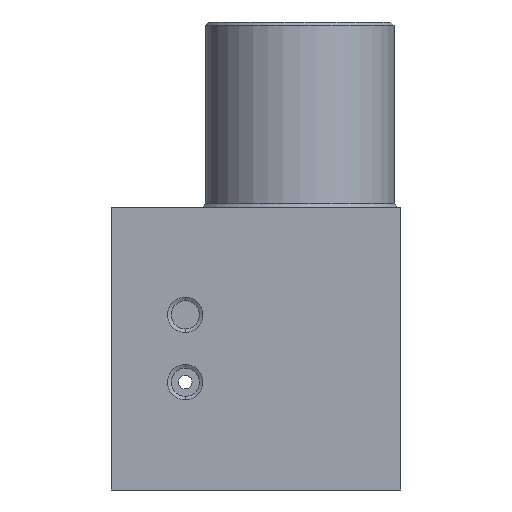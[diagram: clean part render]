
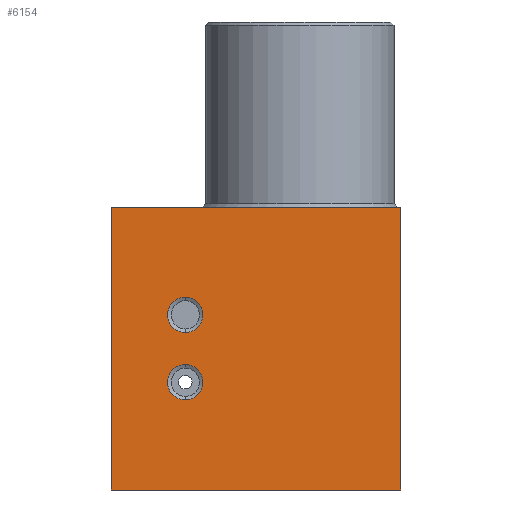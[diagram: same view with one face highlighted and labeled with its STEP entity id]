
A CAD part, left-side view. The second image highlights one B-rep face of the part: STEP entity #6154.
In plain terms, the highlighted planar face has unit normal (-1, 0, 0).
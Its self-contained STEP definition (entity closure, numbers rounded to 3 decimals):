
#317 = CIRCLE ( 'NONE', #5508, 2.625 ) ;
#325 = VECTOR ( 'NONE', #1536, 1000. ) ;
#373 = VECTOR ( 'NONE', #2942, 1000. ) ;
#377 = LINE ( 'NONE', #3468, #373 ) ;
#407 = VECTOR ( 'NONE', #2978, 1000. ) ;
#411 = LINE ( 'NONE', #2983, #407 ) ;
#421 = CIRCLE ( 'NONE', #5388, 2.625 ) ;
#468 = EDGE_LOOP ( 'NONE', ( #4188, #4455 ) ) ;
#541 = EDGE_LOOP ( 'NONE', ( #4051, #4034 ) ) ;
#634 = VECTOR ( 'NONE', #3631, 1000. ) ;
#637 = LINE ( 'NONE', #3633, #634 ) ;
#671 = CIRCLE ( 'NONE', #5516, 2.625 ) ;
#726 = EDGE_LOOP ( 'NONE', ( #4181, #4328, #4529, #4330 ) ) ;
#790 = CIRCLE ( 'NONE', #5518, 2.625 ) ;
#936 = LINE ( 'NONE', #1686, #325 ) ;
#1309 = DIRECTION ( 'NONE',  ( 0., 0., -1. ) ) ;
#1317 = DIRECTION ( 'NONE',  ( 1., 0., 0. ) ) ;
#1319 = CARTESIAN_POINT ( 'NONE',  ( -28.718, 23.577, -8.75 ) ) ;
#1325 = DIRECTION ( 'NONE',  ( 1., 0., 0. ) ) ;
#1326 = CARTESIAN_POINT ( 'NONE',  ( -28.718, 23.577, -18.75 ) ) ;
#1487 = DIRECTION ( 'NONE',  ( 0., 0., -1. ) ) ;
#1536 = DIRECTION ( 'NONE',  ( 0., 0., -1. ) ) ;
#1573 = DIRECTION ( 'NONE',  ( 0., 0., -1. ) ) ;
#1587 = DIRECTION ( 'NONE',  ( 1., 0., 0. ) ) ;
#1603 = CARTESIAN_POINT ( 'NONE',  ( -28.718, 23.577, -18.75 ) ) ;
#1686 = CARTESIAN_POINT ( 'NONE',  ( -28.718, -8.423, 7.25 ) ) ;
#1846 = CARTESIAN_POINT ( 'NONE',  ( -28.718, -8.423, -34.75 ) ) ;
#2026 = DIRECTION ( 'NONE',  ( 0., 0., -1. ) ) ;
#2027 = DIRECTION ( 'NONE',  ( 1., 0., 0. ) ) ;
#2028 = CARTESIAN_POINT ( 'NONE',  ( -28.718, -8.423, 7.25 ) ) ;
#2035 = PLANE ( 'NONE',  #4667 ) ;
#2942 = DIRECTION ( 'NONE',  ( 0., -1., 0. ) ) ;
#2978 = DIRECTION ( 'NONE',  ( 0., -1., 0. ) ) ;
#2983 = CARTESIAN_POINT ( 'NONE',  ( -28.718, -8.423, 7.25 ) ) ;
#3004 = DIRECTION ( 'NONE',  ( 0., 0., -1. ) ) ;
#3006 = DIRECTION ( 'NONE',  ( 1., 0., 0. ) ) ;
#3048 = CARTESIAN_POINT ( 'NONE',  ( -28.718, 23.577, -8.75 ) ) ;
#3468 = CARTESIAN_POINT ( 'NONE',  ( -28.718, -8.423, -34.75 ) ) ;
#3631 = DIRECTION ( 'NONE',  ( 0., 0., -1. ) ) ;
#3633 = CARTESIAN_POINT ( 'NONE',  ( -28.718, 34.577, 7.25 ) ) ;
#4034 = ORIENTED_EDGE ( 'NONE', *, *, #5247, .T. ) ;
#4051 = ORIENTED_EDGE ( 'NONE', *, *, #4886, .T. ) ;
#4181 = ORIENTED_EDGE ( 'NONE', *, *, #5812, .T. ) ;
#4188 = ORIENTED_EDGE ( 'NONE', *, *, #4932, .T. ) ;
#4240 = VERTEX_POINT ( 'NONE', #6273 ) ;
#4288 = VERTEX_POINT ( 'NONE', #6294 ) ;
#4328 = ORIENTED_EDGE ( 'NONE', *, *, #5187, .F. ) ;
#4330 = ORIENTED_EDGE ( 'NONE', *, *, #5751, .T. ) ;
#4367 = VERTEX_POINT ( 'NONE', #6188 ) ;
#4376 = VERTEX_POINT ( 'NONE', #6169 ) ;
#4407 = VERTEX_POINT ( 'NONE', #6206 ) ;
#4445 = VERTEX_POINT ( 'NONE', #6214 ) ;
#4455 = ORIENTED_EDGE ( 'NONE', *, *, #5802, .T. ) ;
#4529 = ORIENTED_EDGE ( 'NONE', *, *, #5807, .F. ) ;
#4596 = VERTEX_POINT ( 'NONE', #6259 ) ;
#4626 = VERTEX_POINT ( 'NONE', #1846 ) ;
#4667 = AXIS2_PLACEMENT_3D ( 'NONE', #2028, #2027, #2026 ) ;
#4886 = EDGE_CURVE ( 'NONE', #4407, #4376, #790, .T. ) ;
#4932 = EDGE_CURVE ( 'NONE', #4288, #4240, #671, .T. ) ;
#5187 = EDGE_CURVE ( 'NONE', #4367, #4626, #936, .T. ) ;
#5247 = EDGE_CURVE ( 'NONE', #4376, #4407, #317, .T. ) ;
#5388 = AXIS2_PLACEMENT_3D ( 'NONE', #3048, #3006, #3004 ) ;
#5508 = AXIS2_PLACEMENT_3D ( 'NONE', #1326, #1325, #1487 ) ;
#5516 = AXIS2_PLACEMENT_3D ( 'NONE', #1319, #1317, #1309 ) ;
#5518 = AXIS2_PLACEMENT_3D ( 'NONE', #1603, #1587, #1573 ) ;
#5751 = EDGE_CURVE ( 'NONE', #4596, #4445, #637, .T. ) ;
#5802 = EDGE_CURVE ( 'NONE', #4240, #4288, #421, .T. ) ;
#5807 = EDGE_CURVE ( 'NONE', #4596, #4367, #411, .T. ) ;
#5812 = EDGE_CURVE ( 'NONE', #4445, #4626, #377, .T. ) ;
#5875 = FACE_BOUND ( 'NONE', #468, .T. ) ;
#6014 = FACE_OUTER_BOUND ( 'NONE', #726, .T. ) ;
#6015 = FACE_BOUND ( 'NONE', #541, .T. ) ;
#6154 = ADVANCED_FACE ( 'NONE', ( #5875, #6015, #6014 ), #2035, .F. ) ;
#6169 = CARTESIAN_POINT ( 'NONE',  ( -28.718, 23.577, -21.375 ) ) ;
#6188 = CARTESIAN_POINT ( 'NONE',  ( -28.718, -8.423, 7.25 ) ) ;
#6206 = CARTESIAN_POINT ( 'NONE',  ( -28.718, 23.577, -16.125 ) ) ;
#6214 = CARTESIAN_POINT ( 'NONE',  ( -28.718, 34.577, -34.75 ) ) ;
#6259 = CARTESIAN_POINT ( 'NONE',  ( -28.718, 34.577, 7.25 ) ) ;
#6273 = CARTESIAN_POINT ( 'NONE',  ( -28.718, 23.577, -11.375 ) ) ;
#6294 = CARTESIAN_POINT ( 'NONE',  ( -28.718, 23.577, -6.125 ) ) ;
